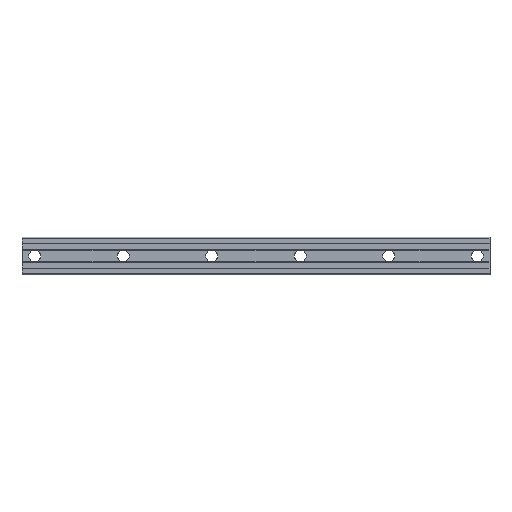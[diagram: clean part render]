
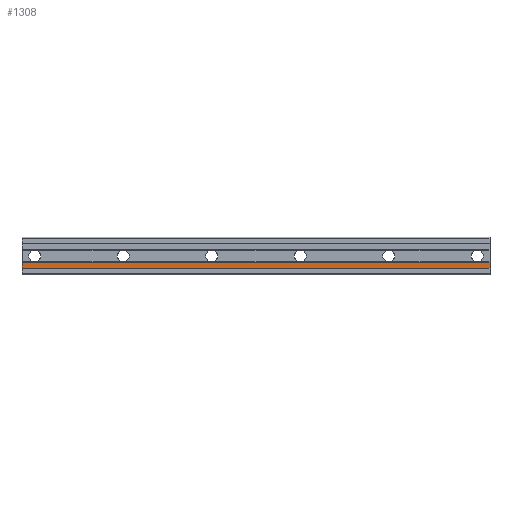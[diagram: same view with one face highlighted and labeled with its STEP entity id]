
A CAD part, front view. The second image highlights one B-rep face of the part: STEP entity #1308.
In plain terms, the highlighted planar face has unit normal (0, -1, 0).
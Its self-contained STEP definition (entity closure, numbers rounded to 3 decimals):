
#75 = CARTESIAN_POINT ( 'NONE',  ( -15., 0.5, -14.5 ) ) ;
#172 = AXIS2_PLACEMENT_3D ( 'NONE', #921, #2468, #693 ) ;
#463 = LINE ( 'NONE', #507, #2338 ) ;
#507 = CARTESIAN_POINT ( 'NONE',  ( 540., 0.5, -7.5 ) ) ;
#553 = VECTOR ( 'NONE', #1939, 1000. ) ;
#562 = DIRECTION ( 'NONE',  ( 0., 0., -1. ) ) ;
#588 = EDGE_CURVE ( 'NONE', #998, #2360, #2529, .T. ) ;
#690 = DIRECTION ( 'NONE',  ( 1., 0., 0. ) ) ;
#693 = DIRECTION ( 'NONE',  ( 0., 0., 1. ) ) ;
#699 = ORIENTED_EDGE ( 'NONE', *, *, #588, .F. ) ;
#744 = CARTESIAN_POINT ( 'NONE',  ( 540., 0.5, -14.5 ) ) ;
#775 = CARTESIAN_POINT ( 'NONE',  ( -15., 0.5, -7.5 ) ) ;
#921 = CARTESIAN_POINT ( 'NONE',  ( 540., 0.5, -7.5 ) ) ;
#998 = VERTEX_POINT ( 'NONE', #2537 ) ;
#1018 = EDGE_CURVE ( 'NONE', #1143, #2066, #1975, .T. ) ;
#1067 = ORIENTED_EDGE ( 'NONE', *, *, #1950, .F. ) ;
#1132 = VECTOR ( 'NONE', #562, 1000. ) ;
#1143 = VERTEX_POINT ( 'NONE', #775 ) ;
#1146 = CARTESIAN_POINT ( 'NONE',  ( 540., 0.5, 22.211 ) ) ;
#1196 = CARTESIAN_POINT ( 'NONE',  ( -15., 0.5, 22.211 ) ) ;
#1277 = ORIENTED_EDGE ( 'NONE', *, *, #2378, .F. ) ;
#1308 = ADVANCED_FACE ( 'NONE', ( #2089 ), #1472, .F. ) ;
#1422 = ORIENTED_EDGE ( 'NONE', *, *, #1018, .T. ) ;
#1472 = PLANE ( 'NONE',  #172 ) ;
#1473 = VECTOR ( 'NONE', #1529, 1000. ) ;
#1529 = DIRECTION ( 'NONE',  ( -1., 0., 0. ) ) ;
#1685 = CARTESIAN_POINT ( 'NONE',  ( 540., 0.5, -14.5 ) ) ;
#1939 = DIRECTION ( 'NONE',  ( 0., 0., -1. ) ) ;
#1950 = EDGE_CURVE ( 'NONE', #2360, #2066, #2520, .T. ) ;
#1975 = LINE ( 'NONE', #1196, #1132 ) ;
#2066 = VERTEX_POINT ( 'NONE', #75 ) ;
#2089 = FACE_OUTER_BOUND ( 'NONE', #2405, .T. ) ;
#2338 = VECTOR ( 'NONE', #690, 1000. ) ;
#2360 = VERTEX_POINT ( 'NONE', #1685 ) ;
#2378 = EDGE_CURVE ( 'NONE', #1143, #998, #463, .T. ) ;
#2405 = EDGE_LOOP ( 'NONE', ( #1067, #699, #1277, #1422 ) ) ;
#2468 = DIRECTION ( 'NONE',  ( 0., 1., 0. ) ) ;
#2520 = LINE ( 'NONE', #744, #1473 ) ;
#2529 = LINE ( 'NONE', #1146, #553 ) ;
#2537 = CARTESIAN_POINT ( 'NONE',  ( 540., 0.5, -7.5 ) ) ;
